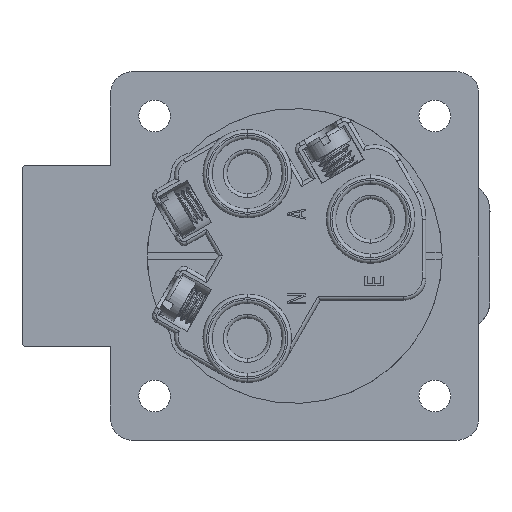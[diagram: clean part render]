
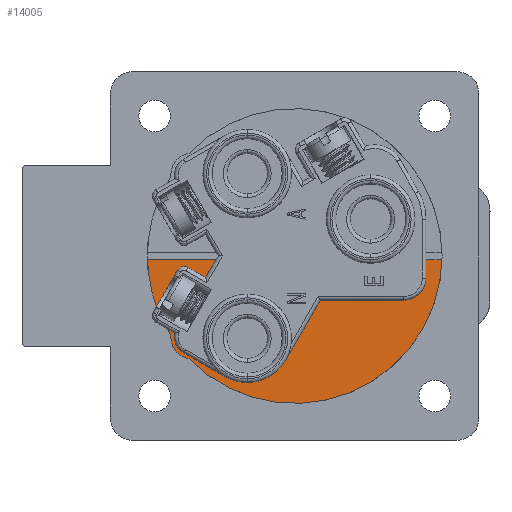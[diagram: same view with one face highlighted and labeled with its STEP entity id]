
A CAD part, left-side view. The second image highlights one B-rep face of the part: STEP entity #14005.
In plain terms, the highlighted planar face has unit normal (-1, 0, 0).
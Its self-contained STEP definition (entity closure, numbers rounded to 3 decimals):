
#187 = ORIENTED_EDGE ( 'NONE', *, *, #12813, .F. ) ;
#285 = DIRECTION ( 'NONE',  ( 1., 0., 0. ) ) ;
#287 = CARTESIAN_POINT ( 'NONE',  ( 5.5, -3.464, -6. ) ) ;
#405 = LINE ( 'NONE', #1691, #12313 ) ;
#492 = VERTEX_POINT ( 'NONE', #5983 ) ;
#640 = PLANE ( 'NONE',  #15235 ) ;
#779 = DIRECTION ( 'NONE',  ( 1., 0., 0. ) ) ;
#929 = CIRCLE ( 'NONE', #10461, 2.5 ) ;
#1217 = ORIENTED_EDGE ( 'NONE', *, *, #10800, .F. ) ;
#1691 = CARTESIAN_POINT ( 'NONE',  ( 5.5, 4.774, -0.5 ) ) ;
#2173 = VECTOR ( 'NONE', #2264, 1000. ) ;
#2184 = EDGE_CURVE ( 'NONE', #13229, #14678, #2974, .T. ) ;
#2197 = VECTOR ( 'NONE', #6388, 1000. ) ;
#2227 = CIRCLE ( 'NONE', #4785, 20. ) ;
#2264 = DIRECTION ( 'NONE',  ( 0., 0., 1. ) ) ;
#2353 = DIRECTION ( 'NONE',  ( 1., 0., 0. ) ) ;
#2523 = EDGE_CURVE ( 'NONE', #18110, #8020, #6953, .T. ) ;
#2529 = CARTESIAN_POINT ( 'NONE',  ( 5.5, -17.8, -0.5 ) ) ;
#2946 = DIRECTION ( 'NONE',  ( 0., 0.5, -0.866 ) ) ;
#2974 = LINE ( 'NONE', #13728, #8825 ) ;
#3045 = CARTESIAN_POINT ( 'NONE',  ( 5.5, 6.45, -11.172 ) ) ;
#3180 = AXIS2_PLACEMENT_3D ( 'NONE', #9932, #2353, #15992 ) ;
#3221 = CARTESIAN_POINT ( 'NONE',  ( 5.5, -17.8, -3. ) ) ;
#3328 = CARTESIAN_POINT ( 'NONE',  ( 5.5, 0., -10.25 ) ) ;
#3671 = ORIENTED_EDGE ( 'NONE', *, *, #10690, .F. ) ;
#3754 = EDGE_CURVE ( 'NONE', #13184, #19276, #15667, .T. ) ;
#3833 = CIRCLE ( 'NONE', #3180, 20. ) ;
#3903 = VECTOR ( 'NONE', #10303, 1000. ) ;
#3967 = CARTESIAN_POINT ( 'NONE',  ( 5.5, 13.8, -11. ) ) ;
#4785 = AXIS2_PLACEMENT_3D ( 'NONE', #13488, #7234, #7142 ) ;
#4830 = DIRECTION ( 'NONE',  ( 0., 1., 0. ) ) ;
#4924 = CARTESIAN_POINT ( 'NONE',  ( 5.5, 1.254, -14.172 ) ) ;
#4934 = CARTESIAN_POINT ( 'NONE',  ( 5.5, -14.8, -6. ) ) ;
#5030 = CIRCLE ( 'NONE', #6298, 3. ) ;
#5325 = VERTEX_POINT ( 'NONE', #13285 ) ;
#5439 = CARTESIAN_POINT ( 'NONE',  ( 5.5, -14.8, -6. ) ) ;
#5983 = CARTESIAN_POINT ( 'NONE',  ( 5.5, 19.994, -0.5 ) ) ;
#6263 = DIRECTION ( 'NONE',  ( 1., 0., 0. ) ) ;
#6298 = AXIS2_PLACEMENT_3D ( 'NONE', #15706, #6263, #14205 ) ;
#6356 = EDGE_CURVE ( 'NONE', #5325, #18220, #16752, .T. ) ;
#6388 = DIRECTION ( 'NONE',  ( 0., 0.5, -0.866 ) ) ;
#6658 = CARTESIAN_POINT ( 'NONE',  ( 5.5, 16.797, -10.857 ) ) ;
#6739 = ORIENTED_EDGE ( 'NONE', *, *, #10013, .T. ) ;
#6837 = CARTESIAN_POINT ( 'NONE',  ( 5.5, 14.329, -13.953 ) ) ;
#6953 = CIRCLE ( 'NONE', #9501, 3. ) ;
#7142 = DIRECTION ( 'NONE',  ( 0., -1., -0.025 ) ) ;
#7150 = DIRECTION ( 'NONE',  ( 0., 0.176, -0.984 ) ) ;
#7234 = DIRECTION ( 'NONE',  ( 1., 0., 0. ) ) ;
#7299 = VERTEX_POINT ( 'NONE', #7403 ) ;
#7395 = ORIENTED_EDGE ( 'NONE', *, *, #2523, .F. ) ;
#7402 = ORIENTED_EDGE ( 'NONE', *, *, #19441, .F. ) ;
#7403 = CARTESIAN_POINT ( 'NONE',  ( 5.5, 15.994, -9.703 ) ) ;
#7675 = DIRECTION ( 'NONE',  ( 0., 0.866, 0.5 ) ) ;
#7946 = ORIENTED_EDGE ( 'NONE', *, *, #3754, .T. ) ;
#8020 = VERTEX_POINT ( 'NONE', #6658 ) ;
#8055 = CARTESIAN_POINT ( 'NONE',  ( 5.5, 13.829, -10.953 ) ) ;
#8112 = DIRECTION ( 'NONE',  ( 0., 1., 0. ) ) ;
#8331 = EDGE_CURVE ( 'NONE', #13464, #492, #405, .T. ) ;
#8503 = ORIENTED_EDGE ( 'NONE', *, *, #8995, .T. ) ;
#8687 = ORIENTED_EDGE ( 'NONE', *, *, #8331, .T. ) ;
#8825 = VECTOR ( 'NONE', #7675, 1000. ) ;
#8995 = EDGE_CURVE ( 'NONE', #9489, #13184, #5030, .T. ) ;
#9489 = VERTEX_POINT ( 'NONE', #3221 ) ;
#9501 = AXIS2_PLACEMENT_3D ( 'NONE', #3967, #779, #7150 ) ;
#9800 = FACE_OUTER_BOUND ( 'NONE', #12712, .T. ) ;
#9932 = CARTESIAN_POINT ( 'NONE',  ( 5.5, 0., 0. ) ) ;
#10013 = EDGE_CURVE ( 'NONE', #19276, #18618, #15725, .T. ) ;
#10303 = DIRECTION ( 'NONE',  ( 0., 0.5, -0.866 ) ) ;
#10461 = AXIS2_PLACEMENT_3D ( 'NONE', #8055, #285, #14109 ) ;
#10503 = EDGE_CURVE ( 'NONE', #14678, #7299, #929, .T. ) ;
#10690 = EDGE_CURVE ( 'NONE', #8020, #492, #3833, .T. ) ;
#10800 = EDGE_CURVE ( 'NONE', #5325, #18110, #2227, .T. ) ;
#11616 = ORIENTED_EDGE ( 'NONE', *, *, #2184, .T. ) ;
#11991 = CARTESIAN_POINT ( 'NONE',  ( 5.5, 11.027, -1.1 ) ) ;
#12167 = CARTESIAN_POINT ( 'NONE',  ( 5.5, 15.079, -13.118 ) ) ;
#12304 = DIRECTION ( 'NONE',  ( -1., 0., 0. ) ) ;
#12313 = VECTOR ( 'NONE', #12345, 1000. ) ;
#12345 = DIRECTION ( 'NONE',  ( 0., 1., 0. ) ) ;
#12712 = EDGE_LOOP ( 'NONE', ( #8503, #7946, #6739, #187, #11616, #16699, #17025, #8687, #3671, #7395, #1217, #17948, #7402 ) ) ;
#12813 = EDGE_CURVE ( 'NONE', #13229, #18618, #15690, .T. ) ;
#13184 = VERTEX_POINT ( 'NONE', #5439 ) ;
#13193 = LINE ( 'NONE', #11991, #3903 ) ;
#13229 = VERTEX_POINT ( 'NONE', #18963 ) ;
#13285 = CARTESIAN_POINT ( 'NONE',  ( 5.5, -19.994, -0.5 ) ) ;
#13464 = VERTEX_POINT ( 'NONE', #18687 ) ;
#13488 = CARTESIAN_POINT ( 'NONE',  ( 5.5, 0., 0. ) ) ;
#13562 = CARTESIAN_POINT ( 'NONE',  ( 5.5, -19.994, -0.5 ) ) ;
#13728 = CARTESIAN_POINT ( 'NONE',  ( 5.5, 9.45, -16.368 ) ) ;
#14005 = ADVANCED_FACE ( 'NONE', ( #9800 ), #640, .T. ) ;
#14075 = DIRECTION ( 'NONE',  ( 0., 1., 0. ) ) ;
#14109 = DIRECTION ( 'NONE',  ( 0., 0.5, -0.866 ) ) ;
#14205 = DIRECTION ( 'NONE',  ( 0., -1., 0. ) ) ;
#14599 = CARTESIAN_POINT ( 'NONE',  ( 5.5, -17.8, 0. ) ) ;
#14678 = VERTEX_POINT ( 'NONE', #12167 ) ;
#15235 = AXIS2_PLACEMENT_3D ( 'NONE', #3328, #17161, #8112 ) ;
#15667 = LINE ( 'NONE', #4934, #18492 ) ;
#15690 = CIRCLE ( 'NONE', #18239, 6. ) ;
#15706 = CARTESIAN_POINT ( 'NONE',  ( 5.5, -14.8, -3. ) ) ;
#15725 = LINE ( 'NONE', #18820, #2197 ) ;
#15992 = DIRECTION ( 'NONE',  ( 0., 0.84, -0.543 ) ) ;
#16699 = ORIENTED_EDGE ( 'NONE', *, *, #10503, .T. ) ;
#16752 = LINE ( 'NONE', #13562, #16842 ) ;
#16842 = VECTOR ( 'NONE', #4830, 1000. ) ;
#17025 = ORIENTED_EDGE ( 'NONE', *, *, #17493, .F. ) ;
#17161 = DIRECTION ( 'NONE',  ( -1., 0., 0. ) ) ;
#17493 = EDGE_CURVE ( 'NONE', #13464, #7299, #13193, .T. ) ;
#17495 = LINE ( 'NONE', #14599, #2173 ) ;
#17948 = ORIENTED_EDGE ( 'NONE', *, *, #6356, .T. ) ;
#18110 = VERTEX_POINT ( 'NONE', #6837 ) ;
#18220 = VERTEX_POINT ( 'NONE', #2529 ) ;
#18239 = AXIS2_PLACEMENT_3D ( 'NONE', #3045, #12304, #2946 ) ;
#18492 = VECTOR ( 'NONE', #14075, 1000. ) ;
#18618 = VERTEX_POINT ( 'NONE', #4924 ) ;
#18687 = CARTESIAN_POINT ( 'NONE',  ( 5.5, 10.681, -0.5 ) ) ;
#18820 = CARTESIAN_POINT ( 'NONE',  ( 5.5, -3.464, -6. ) ) ;
#18963 = CARTESIAN_POINT ( 'NONE',  ( 5.5, 9.45, -16.368 ) ) ;
#19276 = VERTEX_POINT ( 'NONE', #287 ) ;
#19441 = EDGE_CURVE ( 'NONE', #9489, #18220, #17495, .T. ) ;
